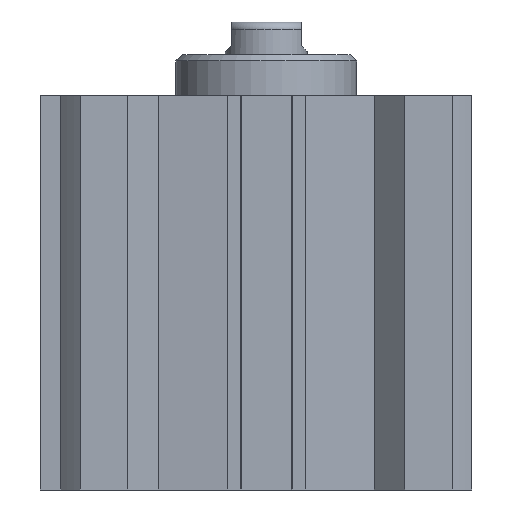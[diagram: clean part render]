
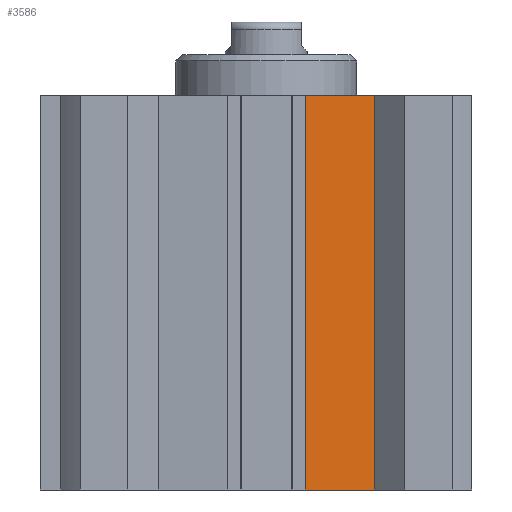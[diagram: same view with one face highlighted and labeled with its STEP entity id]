
A CAD part, left-side view. The second image highlights one B-rep face of the part: STEP entity #3586.
In plain terms, the highlighted planar face has unit normal (-0.996, -0.087, 0).
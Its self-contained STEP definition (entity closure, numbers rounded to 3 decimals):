
#282=CARTESIAN_POINT('',(-42.533,-26.269,0.0));
#283=VERTEX_POINT('',#282);
#290=CARTESIAN_POINT('',(-44.,-9.5,0.0));
#291=VERTEX_POINT('',#290);
#292=CARTESIAN_POINT('',(-42.533,-26.269,0.0));
#293=DIRECTION('',(-0.087,0.996,0.0));
#294=VECTOR('',#293,16.833);
#295=LINE('',#292,#294);
#296=EDGE_CURVE('',#283,#291,#295,.T.);
#2659=CARTESIAN_POINT('',(-42.533,-26.269,96.));
#2660=VERTEX_POINT('',#2659);
#3359=CARTESIAN_POINT('',(-44.,-9.5,96.));
#3360=VERTEX_POINT('',#3359);
#3367=CARTESIAN_POINT('',(-44.,-9.5,96.));
#3368=DIRECTION('',(0.087,-0.996,0.0));
#3369=VECTOR('',#3368,16.833);
#3370=LINE('',#3367,#3369);
#3371=EDGE_CURVE('',#3360,#2660,#3370,.T.);
#3559=CARTESIAN_POINT('',(-44.,-9.5,96.));
#3560=DIRECTION('',(0.0,0.0,-1.0));
#3561=VECTOR('',#3560,96.);
#3562=LINE('',#3559,#3561);
#3563=EDGE_CURVE('',#3360,#291,#3562,.T.);
#3570=CARTESIAN_POINT('',(-44.,-9.5,96.));
#3571=DIRECTION('',(-0.996,-0.087,0.0));
#3572=DIRECTION('',(0.0,0.0,1.0));
#3573=AXIS2_PLACEMENT_3D('',#3570,#3571,#3572);
#3574=PLANE('',#3573);
#3575=ORIENTED_EDGE('',*,*,#296,.F.);
#3576=CARTESIAN_POINT('',(-42.533,-26.269,96.));
#3577=DIRECTION('',(0.0,0.0,-1.0));
#3578=VECTOR('',#3577,96.);
#3579=LINE('',#3576,#3578);
#3580=EDGE_CURVE('',#2660,#283,#3579,.T.);
#3581=ORIENTED_EDGE('',*,*,#3580,.F.);
#3582=ORIENTED_EDGE('',*,*,#3371,.F.);
#3583=ORIENTED_EDGE('',*,*,#3563,.T.);
#3584=EDGE_LOOP('',(#3575,#3581,#3582,#3583));
#3585=FACE_OUTER_BOUND('',#3584,.T.);
#3586=ADVANCED_FACE('',(#3585),#3574,.T.);
